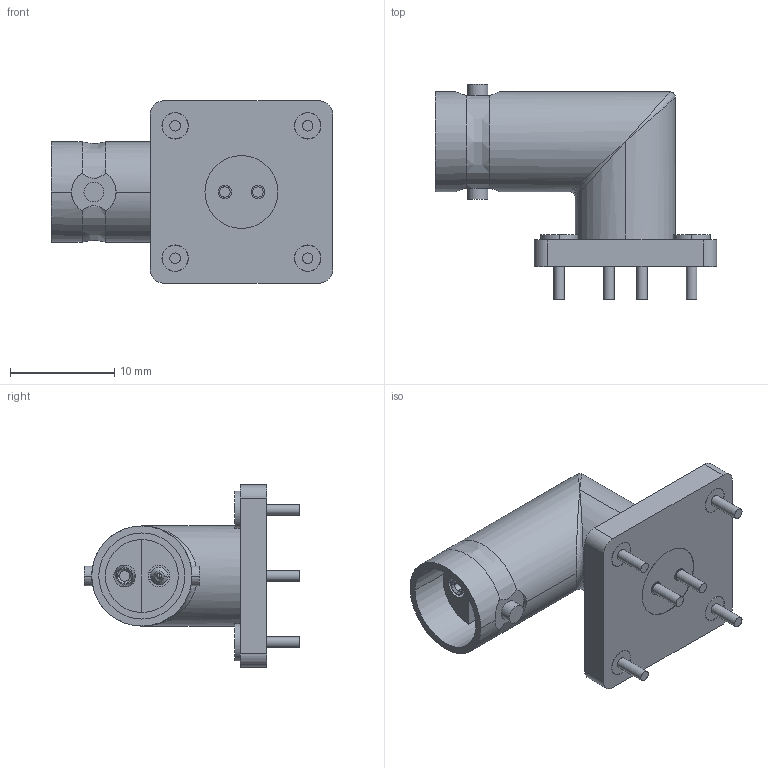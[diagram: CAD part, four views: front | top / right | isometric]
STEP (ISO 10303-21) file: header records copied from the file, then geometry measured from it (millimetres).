
FILE_DESCRIPTION (( 'STEP AP203' ), '1' );
FILE_NAME ('FMCN44116_3D.step', '2022-11-28T21:02:05', ( '' ), ( '' ), 'SwSTEP 2.0', 'SolidWorks 2021', '' );
FILE_SCHEMA (( 'CONFIG_CONTROL_DESIGN' ));
Length unit declared in the file: inch
Products named in the file (1): FMCN44116_3D
Bounding box: 26.95 x 20.66 x 17.48 mm (x, y, z)
Volume: 2429 mm3; surface area: 2218.9 mm2
Topology: 1 solids, 1 shells, 157 faces, 349 edges, 222 vertices
Faces by surface type: cylinder 83, plane 56, cone 12, bspline 6
Full cylindrical faces by diameter (mm): 1.016 x6
Entity records: 5273 total; most frequent: CARTESIAN_POINT 1739, DIRECTION 750, ORIENTED_EDGE 678, EDGE_CURVE 339, AXIS2_PLACEMENT_3D 317, VERTEX_POINT 222, EDGE_LOOP 195, CIRCLE 165
